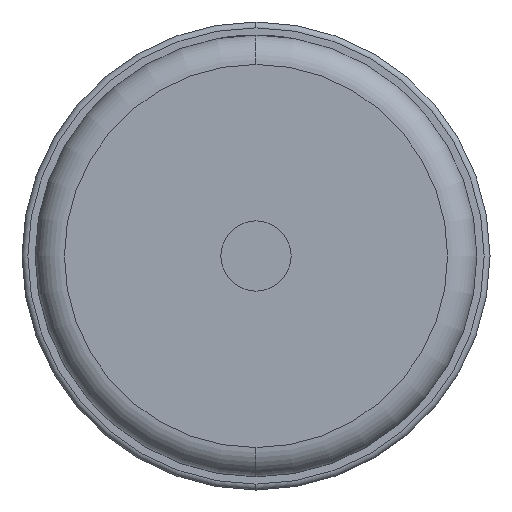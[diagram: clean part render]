
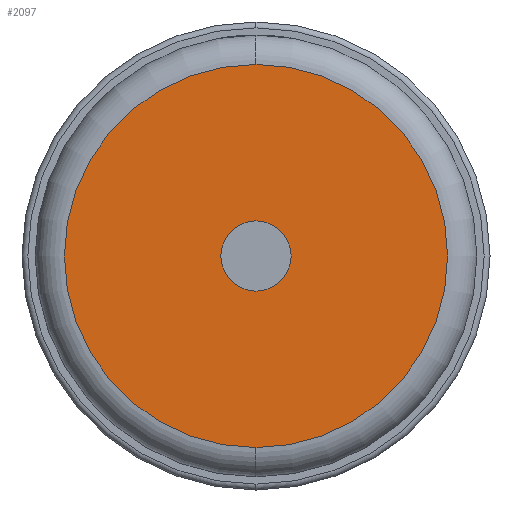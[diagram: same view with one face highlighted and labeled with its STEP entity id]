
A CAD part, left-side view. The second image highlights one B-rep face of the part: STEP entity #2097.
In plain terms, the highlighted planar face has unit normal (-1, 0, 0).
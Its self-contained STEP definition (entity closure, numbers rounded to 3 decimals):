
#86 = EDGE_CURVE ( 'NONE', #1488, #3121, #3701, .T. ) ;
#104 = AXIS2_PLACEMENT_3D ( 'NONE', #3654, #3707, #4039 ) ;
#240 = DIRECTION ( 'NONE',  ( -1., 0., 0. ) ) ;
#296 = ORIENTED_EDGE ( 'NONE', *, *, #869, .F. ) ;
#301 = CARTESIAN_POINT ( 'NONE',  ( 0., 0., 0. ) ) ;
#326 = CARTESIAN_POINT ( 'NONE',  ( 0., 0., -32.75 ) ) ;
#348 = AXIS2_PLACEMENT_3D ( 'NONE', #1697, #4831, #4427 ) ;
#351 = ORIENTED_EDGE ( 'NONE', *, *, #86, .T. ) ;
#427 = ORIENTED_EDGE ( 'NONE', *, *, #4365, .F. ) ;
#452 = CIRCLE ( 'NONE', #4286, 6. ) ;
#579 = DIRECTION ( 'NONE',  ( -1., 0., 0. ) ) ;
#700 = EDGE_CURVE ( 'NONE', #3121, #1488, #4169, .T. ) ;
#828 = VERTEX_POINT ( 'NONE', #1445 ) ;
#869 = EDGE_CURVE ( 'NONE', #4977, #828, #452, .T. ) ;
#936 = PLANE ( 'NONE',  #104 ) ;
#940 = CARTESIAN_POINT ( 'NONE',  ( 0., 0., 0. ) ) ;
#1080 = CARTESIAN_POINT ( 'NONE',  ( 0., 0., 6. ) ) ;
#1445 = CARTESIAN_POINT ( 'NONE',  ( 0., 0., -6. ) ) ;
#1479 = DIRECTION ( 'NONE',  ( 0., 0., -1. ) ) ;
#1488 = VERTEX_POINT ( 'NONE', #326 ) ;
#1697 = CARTESIAN_POINT ( 'NONE',  ( 0., 0., 0. ) ) ;
#1770 = FACE_BOUND ( 'NONE', #2129, .T. ) ;
#1937 = ORIENTED_EDGE ( 'NONE', *, *, #700, .T. ) ;
#2097 = ADVANCED_FACE ( 'NONE', ( #2845, #1770 ), #936, .F. ) ;
#2129 = EDGE_LOOP ( 'NONE', ( #427, #296 ) ) ;
#2209 = CARTESIAN_POINT ( 'NONE',  ( 0., 0., 32.75 ) ) ;
#2580 = DIRECTION ( 'NONE',  ( -1., 0., 0. ) ) ;
#2845 = FACE_OUTER_BOUND ( 'NONE', #4299, .T. ) ;
#2921 = DIRECTION ( 'NONE',  ( 0., 0., -1. ) ) ;
#3121 = VERTEX_POINT ( 'NONE', #2209 ) ;
#3329 = CARTESIAN_POINT ( 'NONE',  ( 0., 0., 0. ) ) ;
#3350 = AXIS2_PLACEMENT_3D ( 'NONE', #3329, #240, #2921 ) ;
#3654 = CARTESIAN_POINT ( 'NONE',  ( 0., 0., 0. ) ) ;
#3701 = CIRCLE ( 'NONE', #348, 32.75 ) ;
#3707 = DIRECTION ( 'NONE',  ( 1., 0., 0. ) ) ;
#4039 = DIRECTION ( 'NONE',  ( 0., 0., -1. ) ) ;
#4169 = CIRCLE ( 'NONE', #3350, 32.75 ) ;
#4286 = AXIS2_PLACEMENT_3D ( 'NONE', #301, #2580, #1479 ) ;
#4299 = EDGE_LOOP ( 'NONE', ( #351, #1937 ) ) ;
#4365 = EDGE_CURVE ( 'NONE', #828, #4977, #4649, .T. ) ;
#4427 = DIRECTION ( 'NONE',  ( 0., 0., -1. ) ) ;
#4497 = DIRECTION ( 'NONE',  ( 0., 0., -1. ) ) ;
#4649 = CIRCLE ( 'NONE', #4943, 6. ) ;
#4831 = DIRECTION ( 'NONE',  ( -1., 0., 0. ) ) ;
#4943 = AXIS2_PLACEMENT_3D ( 'NONE', #940, #579, #4497 ) ;
#4977 = VERTEX_POINT ( 'NONE', #1080 ) ;
